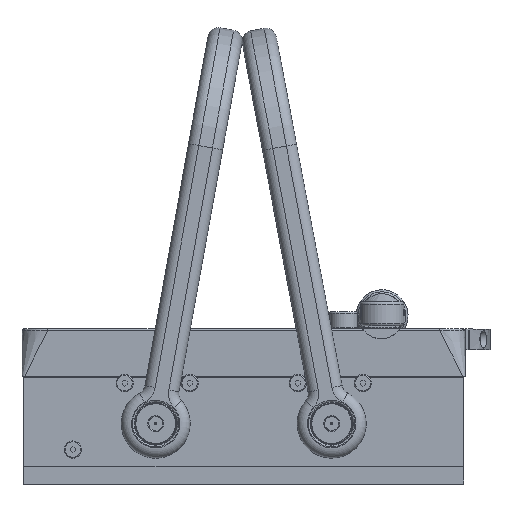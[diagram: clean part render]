
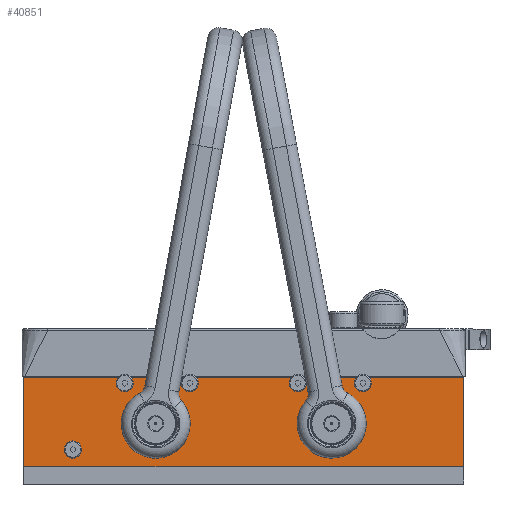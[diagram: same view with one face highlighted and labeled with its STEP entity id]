
A CAD part, top view. The second image highlights one B-rep face of the part: STEP entity #40851.
In plain terms, the highlighted planar face has unit normal (0, 0, 1).
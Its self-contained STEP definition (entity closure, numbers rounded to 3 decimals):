
#376=FACE_BOUND($,#6019,.T.);
#377=FACE_BOUND($,#6020,.T.);
#378=FACE_BOUND($,#6021,.T.);
#379=FACE_BOUND($,#6022,.T.);
#380=FACE_BOUND($,#6023,.T.);
#381=FACE_BOUND($,#6024,.T.);
#382=FACE_BOUND($,#6025,.T.);
#3421=CIRCLE($,#42303,2.5);
#3422=CIRCLE($,#42304,2.5);
#3423=CIRCLE($,#42305,2.5);
#3424=CIRCLE($,#42306,2.5);
#3425=CIRCLE($,#42307,2.5);
#3426=CIRCLE($,#42308,2.5);
#3427=CIRCLE($,#42309,2.5);
#3428=CIRCLE($,#42310,2.5);
#3429=CIRCLE($,#42311,6.);
#3430=CIRCLE($,#42312,6.);
#3431=CIRCLE($,#42313,6.);
#3432=CIRCLE($,#42314,6.);
#3433=CIRCLE($,#42315,2.5);
#3434=CIRCLE($,#42316,2.5);
#4525=FACE_OUTER_BOUND($,#6018,.T.);
#6018=EDGE_LOOP($,(#31925,#31926,#31927,#31928));
#6019=EDGE_LOOP($,(#31929,#31930));
#6020=EDGE_LOOP($,(#31931,#31932));
#6021=EDGE_LOOP($,(#31933,#31934));
#6022=EDGE_LOOP($,(#31935,#31936));
#6023=EDGE_LOOP($,(#31937,#31938));
#6024=EDGE_LOOP($,(#31939,#31940));
#6025=EDGE_LOOP($,(#31941,#31942));
#7829=LINE($,#64623,#13182);
#7833=LINE($,#64723,#13186);
#7834=LINE($,#64725,#13187);
#7835=LINE($,#64726,#13188);
#13182=VECTOR($,#44747,255.);
#13186=VECTOR($,#44845,52.);
#13187=VECTOR($,#44846,255.);
#13188=VECTOR($,#44847,52.);
#18619=VERTEX_POINT($,#64621);
#18620=VERTEX_POINT($,#64622);
#18669=VERTEX_POINT($,#64722);
#18670=VERTEX_POINT($,#64724);
#18671=VERTEX_POINT($,#64727);
#18672=VERTEX_POINT($,#64728);
#18673=VERTEX_POINT($,#64731);
#18674=VERTEX_POINT($,#64732);
#18675=VERTEX_POINT($,#64735);
#18676=VERTEX_POINT($,#64736);
#18677=VERTEX_POINT($,#64739);
#18678=VERTEX_POINT($,#64740);
#18679=VERTEX_POINT($,#64743);
#18680=VERTEX_POINT($,#64744);
#18681=VERTEX_POINT($,#64747);
#18682=VERTEX_POINT($,#64748);
#18683=VERTEX_POINT($,#64751);
#18684=VERTEX_POINT($,#64752);
#24511=EDGE_CURVE($,#18619,#18620,#7829,.T.);
#24561=EDGE_CURVE($,#18619,#18669,#7833,.T.);
#24562=EDGE_CURVE($,#18670,#18669,#7834,.T.);
#24563=EDGE_CURVE($,#18620,#18670,#7835,.T.);
#24564=EDGE_CURVE($,#18671,#18672,#3421,.T.);
#24565=EDGE_CURVE($,#18672,#18671,#3422,.T.);
#24566=EDGE_CURVE($,#18673,#18674,#3423,.T.);
#24567=EDGE_CURVE($,#18674,#18673,#3424,.T.);
#24568=EDGE_CURVE($,#18675,#18676,#3425,.T.);
#24569=EDGE_CURVE($,#18676,#18675,#3426,.T.);
#24570=EDGE_CURVE($,#18677,#18678,#3427,.T.);
#24571=EDGE_CURVE($,#18678,#18677,#3428,.T.);
#24572=EDGE_CURVE($,#18679,#18680,#3429,.T.);
#24573=EDGE_CURVE($,#18680,#18679,#3430,.T.);
#24574=EDGE_CURVE($,#18681,#18682,#3431,.T.);
#24575=EDGE_CURVE($,#18682,#18681,#3432,.T.);
#24576=EDGE_CURVE($,#18683,#18684,#3433,.T.);
#24577=EDGE_CURVE($,#18684,#18683,#3434,.T.);
#31925=ORIENTED_EDGE($,*,*,#24561,.T.);
#31926=ORIENTED_EDGE($,*,*,#24562,.F.);
#31927=ORIENTED_EDGE($,*,*,#24563,.F.);
#31928=ORIENTED_EDGE($,*,*,#24511,.F.);
#31929=ORIENTED_EDGE($,*,*,#24564,.F.);
#31930=ORIENTED_EDGE($,*,*,#24565,.F.);
#31931=ORIENTED_EDGE($,*,*,#24566,.F.);
#31932=ORIENTED_EDGE($,*,*,#24567,.F.);
#31933=ORIENTED_EDGE($,*,*,#24568,.F.);
#31934=ORIENTED_EDGE($,*,*,#24569,.F.);
#31935=ORIENTED_EDGE($,*,*,#24570,.F.);
#31936=ORIENTED_EDGE($,*,*,#24571,.F.);
#31937=ORIENTED_EDGE($,*,*,#24572,.F.);
#31938=ORIENTED_EDGE($,*,*,#24573,.F.);
#31939=ORIENTED_EDGE($,*,*,#24574,.F.);
#31940=ORIENTED_EDGE($,*,*,#24575,.F.);
#31941=ORIENTED_EDGE($,*,*,#24576,.F.);
#31942=ORIENTED_EDGE($,*,*,#24577,.F.);
#39817=PLANE($,#42302);
#40851=ADVANCED_FACE($,(#4525,#376,#377,#378,#379,#380,#381,#382),#39817,
 .F.);
#42302=AXIS2_PLACEMENT_3D($,#64721,#44843,#44844);
#42303=AXIS2_PLACEMENT_3D($,#64729,#44848,#44849);
#42304=AXIS2_PLACEMENT_3D($,#64730,#44850,#44851);
#42305=AXIS2_PLACEMENT_3D($,#64733,#44852,#44853);
#42306=AXIS2_PLACEMENT_3D($,#64734,#44854,#44855);
#42307=AXIS2_PLACEMENT_3D($,#64737,#44856,#44857);
#42308=AXIS2_PLACEMENT_3D($,#64738,#44858,#44859);
#42309=AXIS2_PLACEMENT_3D($,#64741,#44860,#44861);
#42310=AXIS2_PLACEMENT_3D($,#64742,#44862,#44863);
#42311=AXIS2_PLACEMENT_3D($,#64745,#44864,#44865);
#42312=AXIS2_PLACEMENT_3D($,#64746,#44866,#44867);
#42313=AXIS2_PLACEMENT_3D($,#64749,#44868,#44869);
#42314=AXIS2_PLACEMENT_3D($,#64750,#44870,#44871);
#42315=AXIS2_PLACEMENT_3D($,#64753,#44872,#44873);
#42316=AXIS2_PLACEMENT_3D($,#64754,#44874,#44875);
#44747=DIRECTION($,(1.,0.,0.));
#44843=DIRECTION('center_axis',(0.,0.,-1.));
#44844=DIRECTION('ref_axis',(-1.,0.,0.));
#44845=DIRECTION($,(0.,-1.,0.));
#44846=DIRECTION($,(-1.,0.,0.));
#44847=DIRECTION($,(0.,-1.,0.));
#44848=DIRECTION('center_axis',(0.,0.,1.));
#44849=DIRECTION('ref_axis',(1.,0.,0.));
#44850=DIRECTION('center_axis',(0.,0.,1.));
#44851=DIRECTION('ref_axis',(1.,0.,0.));
#44852=DIRECTION('center_axis',(0.,0.,1.));
#44853=DIRECTION('ref_axis',(1.,0.,0.));
#44854=DIRECTION('center_axis',(0.,0.,1.));
#44855=DIRECTION('ref_axis',(1.,0.,0.));
#44856=DIRECTION('center_axis',(0.,0.,1.));
#44857=DIRECTION('ref_axis',(1.,0.,0.));
#44858=DIRECTION('center_axis',(0.,0.,1.));
#44859=DIRECTION('ref_axis',(1.,0.,0.));
#44860=DIRECTION('center_axis',(0.,0.,1.));
#44861=DIRECTION('ref_axis',(1.,0.,0.));
#44862=DIRECTION('center_axis',(0.,0.,1.));
#44863=DIRECTION('ref_axis',(1.,0.,0.));
#44864=DIRECTION('center_axis',(0.,0.,1.));
#44865=DIRECTION('ref_axis',(1.,0.,0.));
#44866=DIRECTION('center_axis',(0.,0.,1.));
#44867=DIRECTION('ref_axis',(1.,0.,0.));
#44868=DIRECTION('center_axis',(0.,0.,1.));
#44869=DIRECTION('ref_axis',(1.,0.,0.));
#44870=DIRECTION('center_axis',(0.,0.,1.));
#44871=DIRECTION('ref_axis',(1.,0.,0.));
#44872=DIRECTION('center_axis',(0.,0.,1.));
#44873=DIRECTION('ref_axis',(1.,0.,0.));
#44874=DIRECTION('center_axis',(0.,0.,1.));
#44875=DIRECTION('ref_axis',(1.,0.,0.));
#64621=CARTESIAN_POINT('',(-255.,0.,0.));
#64622=CARTESIAN_POINT('',(0.,0.,0.));
#64623=CARTESIAN_POINT($,(-255.,0.,0.));
#64721=CARTESIAN_POINT('Origin',(-255.,0.,0.));
#64722=CARTESIAN_POINT('',(-255.,-52.,0.));
#64723=CARTESIAN_POINT($,(-255.,0.,0.));
#64724=CARTESIAN_POINT('',(0.,-52.,0.));
#64725=CARTESIAN_POINT($,(0.,-52.,0.));
#64726=CARTESIAN_POINT($,(0.,0.,0.));
#64727=CARTESIAN_POINT('',(-156.3,-3.5,0.));
#64728=CARTESIAN_POINT('',(-161.3,-3.5,0.));
#64729=CARTESIAN_POINT('Origin',(-158.8,-3.5,0.));
#64730=CARTESIAN_POINT('Origin',(-158.8,-3.5,0.));
#64731=CARTESIAN_POINT('',(-93.7,-3.5,0.));
#64732=CARTESIAN_POINT('',(-98.7,-3.5,0.));
#64733=CARTESIAN_POINT('Origin',(-96.2,-3.5,0.));
#64734=CARTESIAN_POINT('Origin',(-96.2,-3.5,0.));
#64735=CARTESIAN_POINT('',(-56.,-3.5,0.));
#64736=CARTESIAN_POINT('',(-61.,-3.5,0.));
#64737=CARTESIAN_POINT('Origin',(-58.5,-3.5,0.));
#64738=CARTESIAN_POINT('Origin',(-58.5,-3.5,0.));
#64739=CARTESIAN_POINT('',(-224.,-42.,0.));
#64740=CARTESIAN_POINT('',(-229.,-42.,0.));
#64741=CARTESIAN_POINT('Origin',(-226.5,-42.,0.));
#64742=CARTESIAN_POINT('Origin',(-226.5,-42.,0.));
#64743=CARTESIAN_POINT('',(-172.5,-27.,0.));
#64744=CARTESIAN_POINT('',(-184.5,-27.,0.));
#64745=CARTESIAN_POINT('Origin',(-178.5,-27.,0.));
#64746=CARTESIAN_POINT('Origin',(-178.5,-27.,0.));
#64747=CARTESIAN_POINT('',(-70.5,-27.,0.));
#64748=CARTESIAN_POINT('',(-82.5,-27.,0.));
#64749=CARTESIAN_POINT('Origin',(-76.5,-27.,0.));
#64750=CARTESIAN_POINT('Origin',(-76.5,-27.,0.));
#64751=CARTESIAN_POINT('',(-194.,-3.5,0.));
#64752=CARTESIAN_POINT('',(-199.,-3.5,0.));
#64753=CARTESIAN_POINT('Origin',(-196.5,-3.5,0.));
#64754=CARTESIAN_POINT('Origin',(-196.5,-3.5,0.));
